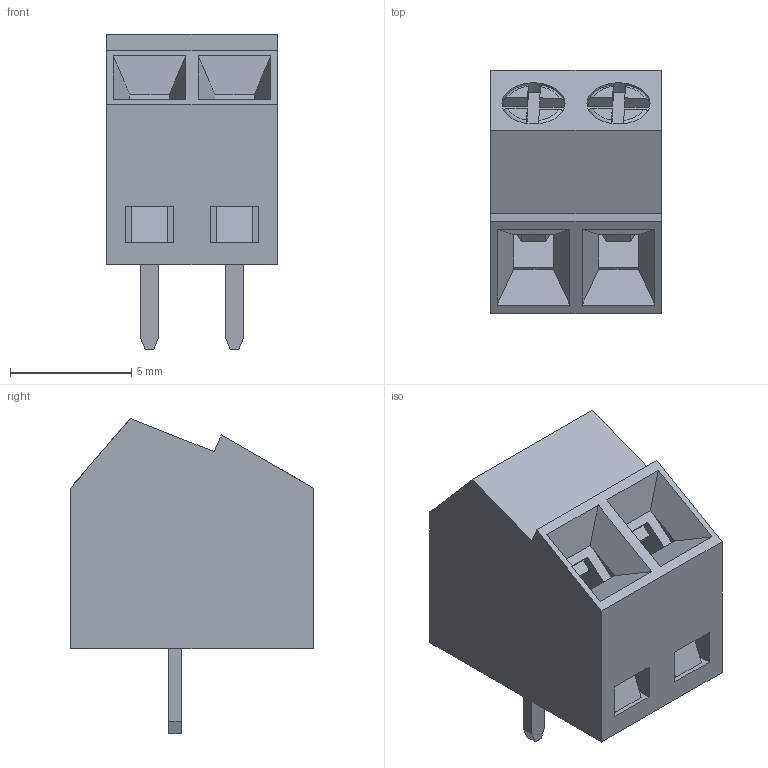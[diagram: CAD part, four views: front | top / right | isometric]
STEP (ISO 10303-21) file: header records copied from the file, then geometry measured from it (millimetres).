
FILE_DESCRIPTION(/* description */ ('Unknown'),/* implementation_level */ '2;1');
FILE_NAME(/* name */ '691221120002',/* time_stamp */ '2017-08-02T09:27:43+02:00',/* author */ ('Unknown'),/* organization */ ('Unknown'),/* preprocessor_version */ 'ST-DEVELOPER v16.7',/* originating_system */ 'DEX',/* authorisation */ $);
FILE_SCHEMA (('AUTOMOTIVE_DESIGN {1 0 10303 214 3 1 1}'));
Length unit declared in the file: millimetre
Products named in the file (6): 6912211200xx; 691221120002; 691221120002_BACK; 6912211200xx_MASS; 6912211200xx_VIS; 6912211200xx_PIN
Assembly tree (8 placements, depth 2):
  6912211200xx
    691221120002
    691221120002_BACK
    6912211200xx_MASS  x2
    6912211200xx_VIS  x2
    6912211200xx_PIN  x2
Bounding box: 7 x 10 x 12.97 mm (x, y, z)
Volume: 390.9 mm3; surface area: 1449.7 mm2
Topology: 8 solids, 8 shells, 225 faces, 589 edges, 388 vertices
Faces by surface type: plane 193, cylinder 22, torus 10
Full cylindrical faces by diameter (mm): 1.7 x4, 2 x2, 2.6 x4
Entity records: 5460 total; most frequent: CARTESIAN_POINT 955, ORIENTED_EDGE 896, DIRECTION 851, EDGE_CURVE 448, LINE 393, VECTOR 393, VERTEX_POINT 301, AXIS2_PLACEMENT_3D 229
